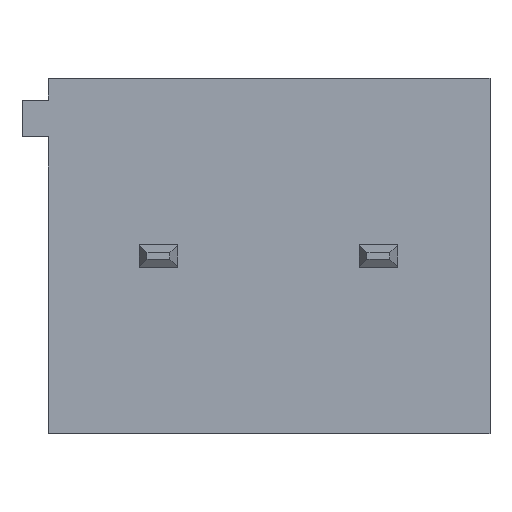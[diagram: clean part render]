
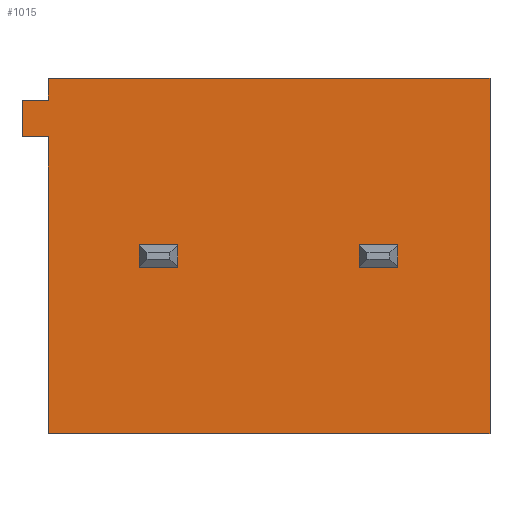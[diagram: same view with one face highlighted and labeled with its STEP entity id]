
A CAD part, front view. The second image highlights one B-rep face of the part: STEP entity #1015.
In plain terms, the highlighted planar face has unit normal (0, -1, 0).
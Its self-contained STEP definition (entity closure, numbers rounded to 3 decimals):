
#51 = VECTOR ( 'NONE', #136, 1000. ) ;
#52 = CARTESIAN_POINT ( 'NONE',  ( -5.71, 0., 3.6 ) ) ;
#67 = CARTESIAN_POINT ( 'NONE',  ( -5.1, 0., 4.1 ) ) ;
#97 = DIRECTION ( 'NONE',  ( 1., 0., 0. ) ) ;
#103 = CARTESIAN_POINT ( 'NONE',  ( 5.1, 0., 4.1 ) ) ;
#136 = DIRECTION ( 'NONE',  ( 0., 0., -1. ) ) ;
#143 = LINE ( 'NONE', #1260, #950 ) ;
#209 = EDGE_CURVE ( 'NONE', #1337, #1087, #1000, .T. ) ;
#229 = CARTESIAN_POINT ( 'NONE',  ( -5.1, 0., 2.75 ) ) ;
#297 = EDGE_CURVE ( 'NONE', #553, #338, #1026, .T. ) ;
#320 = LINE ( 'NONE', #1346, #1330 ) ;
#338 = VERTEX_POINT ( 'NONE', #602 ) ;
#359 = DIRECTION ( 'NONE',  ( 1., 0., 0. ) ) ;
#399 = ORIENTED_EDGE ( 'NONE', *, *, #1321, .F. ) ;
#417 = PLANE ( 'NONE',  #661 ) ;
#438 = CARTESIAN_POINT ( 'NONE',  ( -5.71, 0., 2.75 ) ) ;
#466 = DIRECTION ( 'NONE',  ( 0., 0., 1. ) ) ;
#472 = ORIENTED_EDGE ( 'NONE', *, *, #297, .F. ) ;
#491 = DIRECTION ( 'NONE',  ( 0., 0., 1. ) ) ;
#553 = VERTEX_POINT ( 'NONE', #576 ) ;
#576 = CARTESIAN_POINT ( 'NONE',  ( -5.1, 0., 3.6 ) ) ;
#579 = DIRECTION ( 'NONE',  ( 0., 1., 0. ) ) ;
#586 = ORIENTED_EDGE ( 'NONE', *, *, #1589, .F. ) ;
#602 = CARTESIAN_POINT ( 'NONE',  ( -5.1, 0., 4.1 ) ) ;
#638 = ORIENTED_EDGE ( 'NONE', *, *, #209, .T. ) ;
#661 = AXIS2_PLACEMENT_3D ( 'NONE', #1277, #579, #1392 ) ;
#684 = DIRECTION ( 'NONE',  ( -1., 0., 0. ) ) ;
#693 = LINE ( 'NONE', #1727, #1008 ) ;
#796 = ORIENTED_EDGE ( 'NONE', *, *, #1395, .F. ) ;
#797 = CARTESIAN_POINT ( 'NONE',  ( 5.1, 0., 4.1 ) ) ;
#852 = LINE ( 'NONE', #103, #51 ) ;
#871 = EDGE_CURVE ( 'NONE', #894, #553, #320, .T. ) ;
#894 = VERTEX_POINT ( 'NONE', #1607 ) ;
#900 = ORIENTED_EDGE ( 'NONE', *, *, #1741, .F. ) ;
#950 = VECTOR ( 'NONE', #491, 1000. ) ;
#959 = CARTESIAN_POINT ( 'NONE',  ( -5.71, 0., 2.75 ) ) ;
#978 = VERTEX_POINT ( 'NONE', #1527 ) ;
#1000 = LINE ( 'NONE', #438, #1664 ) ;
#1008 = VECTOR ( 'NONE', #684, 1000. ) ;
#1013 = DIRECTION ( 'NONE',  ( 1., 0., 0. ) ) ;
#1015 = ADVANCED_FACE ( 'NONE', ( #1556 ), #417, .F. ) ;
#1026 = LINE ( 'NONE', #67, #1618 ) ;
#1087 = VERTEX_POINT ( 'NONE', #229 ) ;
#1105 = LINE ( 'NONE', #52, #1365 ) ;
#1120 = VECTOR ( 'NONE', #359, 1000. ) ;
#1215 = VERTEX_POINT ( 'NONE', #1593 ) ;
#1260 = CARTESIAN_POINT ( 'NONE',  ( -5.1, 0., 4.1 ) ) ;
#1277 = CARTESIAN_POINT ( 'NONE',  ( 0., 0., 0. ) ) ;
#1279 = VERTEX_POINT ( 'NONE', #1739 ) ;
#1321 = EDGE_CURVE ( 'NONE', #1279, #1215, #693, .T. ) ;
#1329 = ORIENTED_EDGE ( 'NONE', *, *, #871, .F. ) ;
#1330 = VECTOR ( 'NONE', #97, 1000. ) ;
#1337 = VERTEX_POINT ( 'NONE', #959 ) ;
#1346 = CARTESIAN_POINT ( 'NONE',  ( -5.71, 0., 3.6 ) ) ;
#1365 = VECTOR ( 'NONE', #1681, 1000. ) ;
#1392 = DIRECTION ( 'NONE',  ( 0., 0., 1. ) ) ;
#1395 = EDGE_CURVE ( 'NONE', #1215, #1087, #143, .T. ) ;
#1512 = ORIENTED_EDGE ( 'NONE', *, *, #1540, .F. ) ;
#1527 = CARTESIAN_POINT ( 'NONE',  ( 5.1, 0., 4.1 ) ) ;
#1540 = EDGE_CURVE ( 'NONE', #338, #978, #1683, .T. ) ;
#1556 = FACE_OUTER_BOUND ( 'NONE', #1713, .T. ) ;
#1589 = EDGE_CURVE ( 'NONE', #1337, #894, #1105, .T. ) ;
#1593 = CARTESIAN_POINT ( 'NONE',  ( -5.1, 0., -4.1 ) ) ;
#1607 = CARTESIAN_POINT ( 'NONE',  ( -5.71, 0., 3.6 ) ) ;
#1618 = VECTOR ( 'NONE', #466, 1000. ) ;
#1664 = VECTOR ( 'NONE', #1013, 1000. ) ;
#1681 = DIRECTION ( 'NONE',  ( 0., 0., 1. ) ) ;
#1683 = LINE ( 'NONE', #797, #1120 ) ;
#1713 = EDGE_LOOP ( 'NONE', ( #796, #399, #900, #1512, #472, #1329, #586, #638 ) ) ;
#1727 = CARTESIAN_POINT ( 'NONE',  ( 5.1, 0., -4.1 ) ) ;
#1739 = CARTESIAN_POINT ( 'NONE',  ( 5.1, 0., -4.1 ) ) ;
#1741 = EDGE_CURVE ( 'NONE', #978, #1279, #852, .T. ) ;
